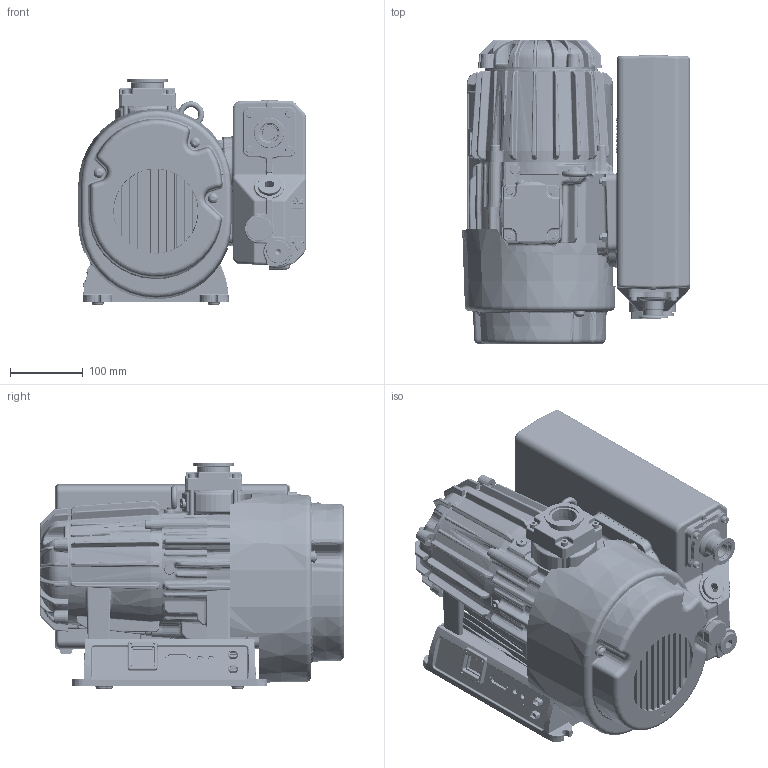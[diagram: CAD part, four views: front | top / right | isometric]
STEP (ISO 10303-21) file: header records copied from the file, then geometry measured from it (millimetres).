
FILE_DESCRIPTION(/* description */ (''),/* implementation_level */ '2;1');
FILE_NAME(/* name */ 'T111250159_A0001 Massblatt_SmartVane_55_Voll.stp',/* time_stamp */ '2023-12-15T13:23:52+01:00',/* author */ (''),/* organization */ (''),/* preprocessor_version */ 'ST-DEVELOPER v18.1',/* originating_system */ 'SIEMENS PLM Software NX 1953',/* authorisation */ '');
FILE_SCHEMA (('AUTOMOTIVE_DESIGN { 1 0 10303 214 3 1 1 1 }'));
Length unit declared in the file: millimetre
Products named in the file (1): thom475CDFF2p8f8
Bounding box: 311.91 x 417 x 308.6 mm (x, y, z)
Volume: 21118315 mm3; surface area: 965918 mm2
Topology: 2 solids, 19 shells, 6490 faces, 15698 edges, 9169 vertices
Faces by surface type: bspline 1869, cylinder 1853, plane 1715, torus 354, cone 347, sphere 252, extrusion 100
Full cylindrical faces by diameter (mm): 2 x1, 2.459 x4, 3.5 x2, 4 x4, 4.2 x4, 5 x4, 5.2 x1, 5.3 x4, 6 x4, 6.8 x4, 8 x10, 8.3 x2, 8.4 x1, 8.5 x5, 10 x8, 11.15 x2, 12.3 x2, 13 x4, 14 x3, 14.474 x4, 15 x6, 16 x4, 17.8 x3, 19.1 x4, 20 x1, 23.8 x1, 27.7 x1, 27.9 x1, 32 x2, 41.2 x1
Entity records: 232008 total; most frequent: CARTESIAN_POINT 94960, ORIENTED_EDGE 30322, DIRECTION 26081, EDGE_CURVE 15161, AXIS2_PLACEMENT_3D 10390, VERTEX_POINT 9087, EDGE_LOOP 6911, ADVANCED_FACE 6490
